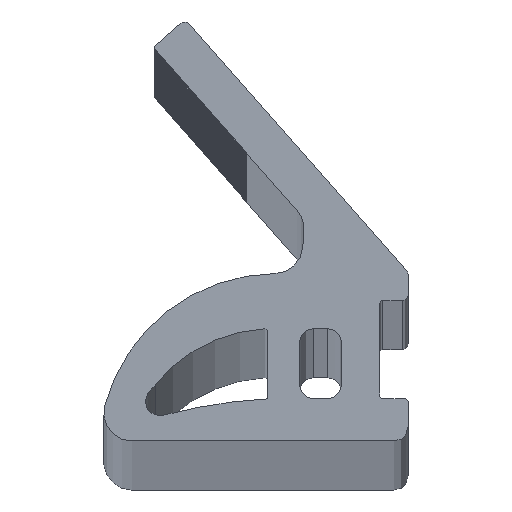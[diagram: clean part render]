
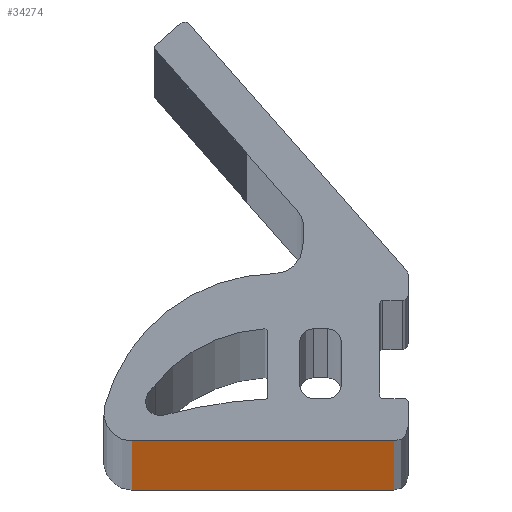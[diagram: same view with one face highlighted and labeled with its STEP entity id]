
A CAD part, top view. The second image highlights one B-rep face of the part: STEP entity #34274.
In plain terms, the highlighted planar face has unit normal (0, -1, 0).
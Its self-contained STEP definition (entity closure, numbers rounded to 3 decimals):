
#34216=CARTESIAN_POINT('',(-9.829,0.,1000.0));
#34217=VERTEX_POINT('',#34216);
#34226=CARTESIAN_POINT('',(-9.829,0.,0.0));
#34227=VERTEX_POINT('',#34226);
#34235=CARTESIAN_POINT('',(-9.829,0.,0.0));
#34236=DIRECTION('',(0.0,0.0,1.0));
#34237=VECTOR('',#34236,1000.0);
#34238=LINE('',#34235,#34237);
#34239=EDGE_CURVE('',#34227,#34217,#34238,.T.);
#34244=CARTESIAN_POINT('',(-11.0,0.,0.0));
#34245=DIRECTION('',(0.0,-1.0,0.0));
#34246=DIRECTION('',(1.0,0.0,0.0));
#34247=AXIS2_PLACEMENT_3D('',#34244,#34245,#34246);
#34248=PLANE('',#34247);
#34249=ORIENTED_EDGE('',*,*,#34239,.F.);
#34250=CARTESIAN_POINT('',(-0.5,0.,0.0));
#34251=VERTEX_POINT('',#34250);
#34252=CARTESIAN_POINT('',(-0.5,0.,0.0));
#34253=DIRECTION('',(-1.0,0.0,0.0));
#34254=VECTOR('',#34253,9.329);
#34255=LINE('',#34252,#34254);
#34256=EDGE_CURVE('',#34251,#34227,#34255,.T.);
#34257=ORIENTED_EDGE('',*,*,#34256,.F.);
#34258=CARTESIAN_POINT('',(-0.5,0.,1000.0));
#34259=VERTEX_POINT('',#34258);
#34260=CARTESIAN_POINT('',(-0.5,0.0,1000.0));
#34261=DIRECTION('',(0.0,0.0,-1.0));
#34262=VECTOR('',#34261,1000.0);
#34263=LINE('',#34260,#34262);
#34264=EDGE_CURVE('',#34259,#34251,#34263,.T.);
#34265=ORIENTED_EDGE('',*,*,#34264,.F.);
#34266=CARTESIAN_POINT('',(-9.829,0.,1000.0));
#34267=DIRECTION('',(1.0,0.0,0.0));
#34268=VECTOR('',#34267,9.329);
#34269=LINE('',#34266,#34268);
#34270=EDGE_CURVE('',#34217,#34259,#34269,.T.);
#34271=ORIENTED_EDGE('',*,*,#34270,.F.);
#34272=EDGE_LOOP('',(#34249,#34257,#34265,#34271));
#34273=FACE_OUTER_BOUND('',#34272,.T.);
#34274=ADVANCED_FACE('',(#34273),#34248,.T.);
